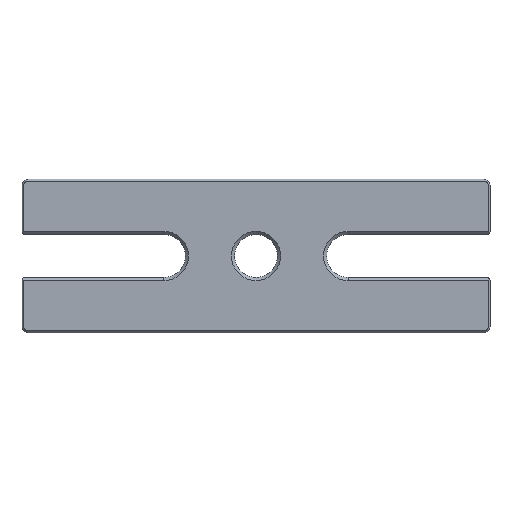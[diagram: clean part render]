
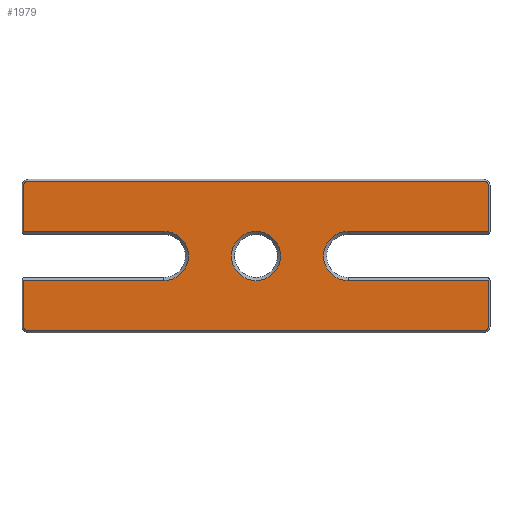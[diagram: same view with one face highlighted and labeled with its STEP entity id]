
A CAD part, front view. The second image highlights one B-rep face of the part: STEP entity #1979.
In plain terms, the highlighted planar face has unit normal (0, -1, 0).
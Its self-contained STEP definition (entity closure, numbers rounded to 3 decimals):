
#93 = CARTESIAN_POINT ( 'NONE',  ( 38.1, -9.5, -8.5 ) ) ;
#281 = CARTESIAN_POINT ( 'NONE',  ( 0.3, -9.5, -1. ) ) ;
#285 = CARTESIAN_POINT ( 'NONE',  ( 53.1, -9.5, -8.5 ) ) ;
#286 = CARTESIAN_POINT ( 'NONE',  ( 75.9, -9.5, -24. ) ) ;
#289 = CARTESIAN_POINT ( 'NONE',  ( 75.2, -9.5, -0.3 ) ) ;
#290 = CARTESIAN_POINT ( 'NONE',  ( 23.1, -9.5, -8.5 ) ) ;
#292 = CARTESIAN_POINT ( 'NONE',  ( 75.2, -9.5, -24.7 ) ) ;
#293 = CARTESIAN_POINT ( 'NONE',  ( 0.3, -9.5, -24. ) ) ;
#297 = CARTESIAN_POINT ( 'NONE',  ( 0.3, -9.5, -8.5 ) ) ;
#299 = CARTESIAN_POINT ( 'NONE',  ( 75.9, -9.5, -16.5 ) ) ;
#301 = CARTESIAN_POINT ( 'NONE',  ( 1., -9.5, -0.3 ) ) ;
#303 = CARTESIAN_POINT ( 'NONE',  ( 53.1, -9.5, -16.5 ) ) ;
#308 = CARTESIAN_POINT ( 'NONE',  ( 75.9, -9.5, -8.5 ) ) ;
#309 = CARTESIAN_POINT ( 'NONE',  ( 23.1, -9.5, -16.5 ) ) ;
#311 = CARTESIAN_POINT ( 'NONE',  ( 1., -9.5, -24.7 ) ) ;
#312 = CARTESIAN_POINT ( 'NONE',  ( 75.9, -9.5, -1. ) ) ;
#315 = CARTESIAN_POINT ( 'NONE',  ( 0.3, -9.5, -16.5 ) ) ;
#323 = CARTESIAN_POINT ( 'NONE',  ( 23.1, -9.5, -12.5 ) ) ;
#324 = PLANE ( 'NONE',  #1435 ) ;
#329 = DIRECTION ( 'NONE',  ( 0., 1., 0. ) ) ;
#330 = DIRECTION ( 'NONE',  ( 0., 0., 1. ) ) ;
#419 = EDGE_CURVE ( 'NONE', #829, #829, #1719, .T. ) ;
#420 = EDGE_CURVE ( 'NONE', #1955, #1961, #1710, .T. ) ;
#421 = EDGE_CURVE ( 'NONE', #1961, #1939, #1009, .T. ) ;
#422 = EDGE_CURVE ( 'NONE', #1939, #1957, #923, .T. ) ;
#423 = EDGE_CURVE ( 'NONE', #1957, #1938, #918, .T. ) ;
#424 = EDGE_CURVE ( 'NONE', #1938, #1932, #1001, .T. ) ;
#425 = EDGE_CURVE ( 'NONE', #1932, #1945, #1050, .T. ) ;
#426 = EDGE_CURVE ( 'NONE', #1945, #1949, #978, .T. ) ;
#427 = EDGE_CURVE ( 'NONE', #1949, #1931, #1054, .T. ) ;
#428 = EDGE_CURVE ( 'NONE', #1931, #1954, #945, .T. ) ;
#429 = EDGE_CURVE ( 'NONE', #1954, #1958, #1005, .T. ) ;
#430 = EDGE_CURVE ( 'NONE', #1958, #1935, #928, .T. ) ;
#431 = EDGE_CURVE ( 'NONE', #1935, #1947, #1042, .T. ) ;
#432 = EDGE_CURVE ( 'NONE', #1947, #1927, #1046, .T. ) ;
#433 = EDGE_CURVE ( 'NONE', #1927, #1943, #1041, .T. ) ;
#434 = EDGE_CURVE ( 'NONE', #1943, #1936, #953, .T. ) ;
#435 = EDGE_CURVE ( 'NONE', #1936, #1955, #1070, .T. ) ;
#541 = EDGE_LOOP ( 'NONE', ( #687 ) ) ;
#581 = EDGE_LOOP ( 'NONE', ( #686, #1865, #1864, #1863, #1862, #1861, #1860, #1859, #1858, #1857, #1856, #1855, #1854, #1853, #1852, #1851 ) ) ;
#686 = ORIENTED_EDGE ( 'NONE', *, *, #420, .T. ) ;
#687 = ORIENTED_EDGE ( 'NONE', *, *, #419, .T. ) ;
#829 = VERTEX_POINT ( 'NONE', #93 ) ;
#890 = FACE_BOUND ( 'NONE', #541, .T. ) ;
#894 = FACE_OUTER_BOUND ( 'NONE', #581, .T. ) ;
#918 = LINE ( 'NONE', #1515, #1053 ) ;
#923 = CIRCLE ( 'NONE', #1404, 0.7 ) ;
#928 = CIRCLE ( 'NONE', #1407, 0.7 ) ;
#945 = LINE ( 'NONE', #1490, #1037 ) ;
#950 = VECTOR ( 'NONE', #1521, 1000. ) ;
#953 = LINE ( 'NONE', #1453, #1043 ) ;
#978 = LINE ( 'NONE', #1481, #1007 ) ;
#998 = VECTOR ( 'NONE', #1495, 1000. ) ;
#1001 = CIRCLE ( 'NONE', #1405, 0.7 ) ;
#1005 = LINE ( 'NONE', #1468, #1080 ) ;
#1007 = VECTOR ( 'NONE', #1480, 1000. ) ;
#1009 = LINE ( 'NONE', #1506, #950 ) ;
#1037 = VECTOR ( 'NONE', #1488, 1000. ) ;
#1041 = LINE ( 'NONE', #1464, #1067 ) ;
#1042 = LINE ( 'NONE', #1476, #1056 ) ;
#1043 = VECTOR ( 'NONE', #1451, 1000. ) ;
#1046 = CIRCLE ( 'NONE', #1408, 0.7 ) ;
#1050 = LINE ( 'NONE', #1501, #998 ) ;
#1053 = VECTOR ( 'NONE', #1516, 1000. ) ;
#1054 = CIRCLE ( 'NONE', #1406, 4. ) ;
#1056 = VECTOR ( 'NONE', #1475, 1000. ) ;
#1067 = VECTOR ( 'NONE', #1463, 1000. ) ;
#1070 = CIRCLE ( 'NONE', #1409, 4. ) ;
#1080 = VECTOR ( 'NONE', #1466, 1000. ) ;
#1402 = AXIS2_PLACEMENT_3D ( 'NONE', #1514, #1512, #1511 ) ;
#1404 = AXIS2_PLACEMENT_3D ( 'NONE', #1494, #1493, #1492 ) ;
#1405 = AXIS2_PLACEMENT_3D ( 'NONE', #1487, #1483, #1482 ) ;
#1406 = AXIS2_PLACEMENT_3D ( 'NONE', #1471, #1470, #1469 ) ;
#1407 = AXIS2_PLACEMENT_3D ( 'NONE', #1462, #1461, #1459 ) ;
#1408 = AXIS2_PLACEMENT_3D ( 'NONE', #1456, #1455, #1454 ) ;
#1409 = AXIS2_PLACEMENT_3D ( 'NONE', #1580, #1573, #1570 ) ;
#1435 = AXIS2_PLACEMENT_3D ( 'NONE', #323, #329, #330 ) ;
#1451 = DIRECTION ( 'NONE',  ( 1., 0., 0. ) ) ;
#1453 = CARTESIAN_POINT ( 'NONE',  ( 23.1, -9.5, -8.5 ) ) ;
#1454 = DIRECTION ( 'NONE',  ( 0., 0., 1. ) ) ;
#1455 = DIRECTION ( 'NONE',  ( 0., -1., 0. ) ) ;
#1456 = CARTESIAN_POINT ( 'NONE',  ( 1., -9.5, -1. ) ) ;
#1459 = DIRECTION ( 'NONE',  ( 0., 0., 1. ) ) ;
#1461 = DIRECTION ( 'NONE',  ( 0., -1., 0. ) ) ;
#1462 = CARTESIAN_POINT ( 'NONE',  ( 75.2, -9.5, -1. ) ) ;
#1463 = DIRECTION ( 'NONE',  ( 0., 0., -1. ) ) ;
#1464 = CARTESIAN_POINT ( 'NONE',  ( 0.3, -9.5, -8.5 ) ) ;
#1466 = DIRECTION ( 'NONE',  ( 0., 0., 1. ) ) ;
#1468 = CARTESIAN_POINT ( 'NONE',  ( 75.9, -9.5, -1. ) ) ;
#1469 = DIRECTION ( 'NONE',  ( 0., 0., 1. ) ) ;
#1470 = DIRECTION ( 'NONE',  ( 0., 1., 0. ) ) ;
#1471 = CARTESIAN_POINT ( 'NONE',  ( 53.1, -9.5, -12.5 ) ) ;
#1475 = DIRECTION ( 'NONE',  ( -1., 0., 0. ) ) ;
#1476 = CARTESIAN_POINT ( 'NONE',  ( 1., -9.5, -0.3 ) ) ;
#1480 = DIRECTION ( 'NONE',  ( -1., 0., 0. ) ) ;
#1481 = CARTESIAN_POINT ( 'NONE',  ( 53.1, -9.5, -16.5 ) ) ;
#1482 = DIRECTION ( 'NONE',  ( 0., 0., 1. ) ) ;
#1483 = DIRECTION ( 'NONE',  ( 0., -1., 0. ) ) ;
#1487 = CARTESIAN_POINT ( 'NONE',  ( 75.2, -9.5, -24. ) ) ;
#1488 = DIRECTION ( 'NONE',  ( 1., 0., 0. ) ) ;
#1490 = CARTESIAN_POINT ( 'NONE',  ( 75.7, -9.5, -8.5 ) ) ;
#1492 = DIRECTION ( 'NONE',  ( 0., 0., 1. ) ) ;
#1493 = DIRECTION ( 'NONE',  ( 0., -1., 0. ) ) ;
#1494 = CARTESIAN_POINT ( 'NONE',  ( 1., -9.5, -24. ) ) ;
#1495 = DIRECTION ( 'NONE',  ( 0., 0., 1. ) ) ;
#1501 = CARTESIAN_POINT ( 'NONE',  ( 75.9, -9.5, -16.5 ) ) ;
#1506 = CARTESIAN_POINT ( 'NONE',  ( 0.3, -9.5, -24. ) ) ;
#1510 = DIRECTION ( 'NONE',  ( -1., 0., 0. ) ) ;
#1511 = DIRECTION ( 'NONE',  ( 0., 0., 1. ) ) ;
#1512 = DIRECTION ( 'NONE',  ( 0., 1., 0. ) ) ;
#1514 = CARTESIAN_POINT ( 'NONE',  ( 38.1, -9.5, -12.5 ) ) ;
#1515 = CARTESIAN_POINT ( 'NONE',  ( 75.2, -9.5, -24.7 ) ) ;
#1516 = DIRECTION ( 'NONE',  ( 1., 0., 0. ) ) ;
#1521 = DIRECTION ( 'NONE',  ( 0., 0., -1. ) ) ;
#1526 = CARTESIAN_POINT ( 'NONE',  ( 0.5, -9.5, -16.5 ) ) ;
#1570 = DIRECTION ( 'NONE',  ( 0., 0., 1. ) ) ;
#1573 = DIRECTION ( 'NONE',  ( 0., 1., 0. ) ) ;
#1580 = CARTESIAN_POINT ( 'NONE',  ( 23.1, -9.5, -12.5 ) ) ;
#1709 = VECTOR ( 'NONE', #1510, 1000. ) ;
#1710 = LINE ( 'NONE', #1526, #1709 ) ;
#1719 = CIRCLE ( 'NONE', #1402, 4. ) ;
#1851 = ORIENTED_EDGE ( 'NONE', *, *, #435, .T. ) ;
#1852 = ORIENTED_EDGE ( 'NONE', *, *, #434, .T. ) ;
#1853 = ORIENTED_EDGE ( 'NONE', *, *, #433, .T. ) ;
#1854 = ORIENTED_EDGE ( 'NONE', *, *, #432, .T. ) ;
#1855 = ORIENTED_EDGE ( 'NONE', *, *, #431, .T. ) ;
#1856 = ORIENTED_EDGE ( 'NONE', *, *, #430, .T. ) ;
#1857 = ORIENTED_EDGE ( 'NONE', *, *, #429, .T. ) ;
#1858 = ORIENTED_EDGE ( 'NONE', *, *, #428, .T. ) ;
#1859 = ORIENTED_EDGE ( 'NONE', *, *, #427, .T. ) ;
#1860 = ORIENTED_EDGE ( 'NONE', *, *, #426, .T. ) ;
#1861 = ORIENTED_EDGE ( 'NONE', *, *, #425, .T. ) ;
#1862 = ORIENTED_EDGE ( 'NONE', *, *, #424, .T. ) ;
#1863 = ORIENTED_EDGE ( 'NONE', *, *, #423, .T. ) ;
#1864 = ORIENTED_EDGE ( 'NONE', *, *, #422, .T. ) ;
#1865 = ORIENTED_EDGE ( 'NONE', *, *, #421, .T. ) ;
#1927 = VERTEX_POINT ( 'NONE', #281 ) ;
#1931 = VERTEX_POINT ( 'NONE', #285 ) ;
#1932 = VERTEX_POINT ( 'NONE', #286 ) ;
#1935 = VERTEX_POINT ( 'NONE', #289 ) ;
#1936 = VERTEX_POINT ( 'NONE', #290 ) ;
#1938 = VERTEX_POINT ( 'NONE', #292 ) ;
#1939 = VERTEX_POINT ( 'NONE', #293 ) ;
#1943 = VERTEX_POINT ( 'NONE', #297 ) ;
#1945 = VERTEX_POINT ( 'NONE', #299 ) ;
#1947 = VERTEX_POINT ( 'NONE', #301 ) ;
#1949 = VERTEX_POINT ( 'NONE', #303 ) ;
#1954 = VERTEX_POINT ( 'NONE', #308 ) ;
#1955 = VERTEX_POINT ( 'NONE', #309 ) ;
#1957 = VERTEX_POINT ( 'NONE', #311 ) ;
#1958 = VERTEX_POINT ( 'NONE', #312 ) ;
#1961 = VERTEX_POINT ( 'NONE', #315 ) ;
#1979 = ADVANCED_FACE ( 'NONE', ( #890, #894 ), #324, .F. ) ;
